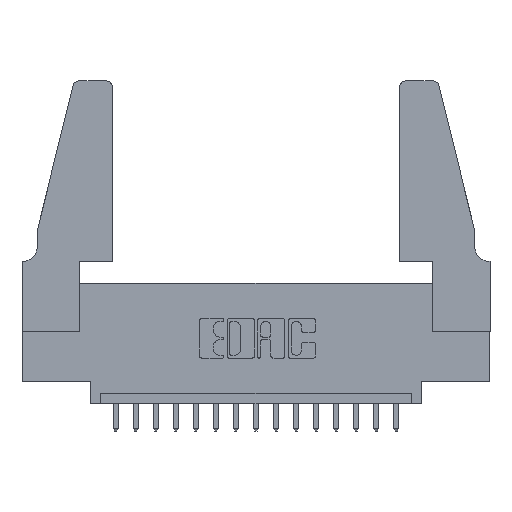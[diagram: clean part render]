
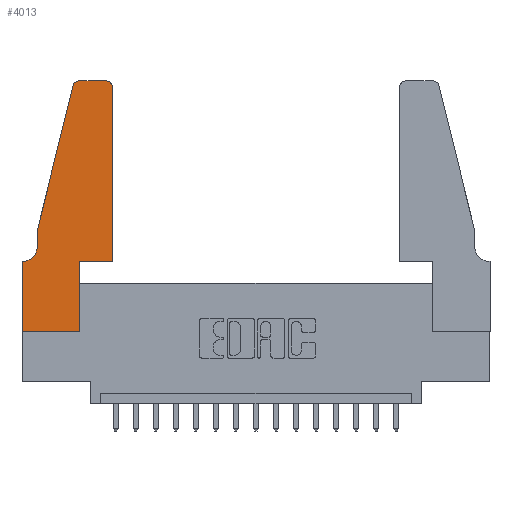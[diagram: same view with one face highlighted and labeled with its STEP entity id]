
A CAD part, top view. The second image highlights one B-rep face of the part: STEP entity #4013.
In plain terms, the highlighted planar face has unit normal (0, 0, 1).
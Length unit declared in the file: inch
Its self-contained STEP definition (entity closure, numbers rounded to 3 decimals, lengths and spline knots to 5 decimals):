
#482 = CARTESIAN_POINT ( 'NONE',  ( 0., 0., 0.37 ) ) ;
#674 = AXIS2_PLACEMENT_3D ( 'NONE', #8860, #11492, #16828 ) ;
#679 = VERTEX_POINT ( 'NONE', #1126 ) ;
#705 = CARTESIAN_POINT ( 'NONE',  ( 0.0755, 0.35, 0.37 ) ) ;
#876 = EDGE_LOOP ( 'NONE', ( #17141, #9933, #9074, #15100, #11558, #1382, #14779, #1562, #5740, #7840, #3810, #7790 ) ) ;
#903 = DIRECTION ( 'NONE',  ( 1., 0., 0. ) ) ;
#1111 = EDGE_CURVE ( 'NONE', #6300, #5960, #5447, .T. ) ;
#1126 = CARTESIAN_POINT ( 'NONE',  ( 0.0755, 0.5, 0.37 ) ) ;
#1144 = CARTESIAN_POINT ( 'NONE',  ( 0.4505, 1.22, 0.37 ) ) ;
#1236 = AXIS2_PLACEMENT_3D ( 'NONE', #5306, #12164, #9504 ) ;
#1378 = EDGE_CURVE ( 'NONE', #7524, #679, #10000, .T. ) ;
#1382 = ORIENTED_EDGE ( 'NONE', *, *, #1111, .T. ) ;
#1477 = CARTESIAN_POINT ( 'NONE',  ( 0.4205, 1.25, 0.37 ) ) ;
#1562 = ORIENTED_EDGE ( 'NONE', *, *, #3187, .T. ) ;
#2073 = FACE_OUTER_BOUND ( 'NONE', #876, .T. ) ;
#2162 = AXIS2_PLACEMENT_3D ( 'NONE', #4472, #9671, #7059 ) ;
#2584 = VERTEX_POINT ( 'NONE', #1477 ) ;
#2612 = CIRCLE ( 'NONE', #674, 0.07 ) ;
#2623 = EDGE_CURVE ( 'NONE', #8329, #11912, #8831, .T. ) ;
#3187 = EDGE_CURVE ( 'NONE', #14487, #11312, #6344, .T. ) ;
#3504 = EDGE_CURVE ( 'NONE', #2584, #15626, #9943, .T. ) ;
#3560 = EDGE_CURVE ( 'NONE', #5960, #14487, #8643, .T. ) ;
#3656 = DIRECTION ( 'NONE',  ( 0., -1., 0. ) ) ;
#3695 = EDGE_CURVE ( 'NONE', #679, #15805, #10864, .T. ) ;
#3810 = ORIENTED_EDGE ( 'NONE', *, *, #13462, .T. ) ;
#3959 = EDGE_CURVE ( 'NONE', #7572, #2584, #12700, .T. ) ;
#4013 = ADVANCED_FACE ( 'NONE', ( #2073 ), #10812, .T. ) ;
#4237 = CARTESIAN_POINT ( 'NONE',  ( 0., 0.35, 0.37 ) ) ;
#4287 = EDGE_CURVE ( 'NONE', #15805, #6300, #2612, .T. ) ;
#4472 = CARTESIAN_POINT ( 'NONE',  ( 0., 0.35, 0.37 ) ) ;
#5021 = EDGE_CURVE ( 'NONE', #15626, #7524, #6556, .T. ) ;
#5117 = CARTESIAN_POINT ( 'NONE',  ( 0., 0., 0.37 ) ) ;
#5268 = CARTESIAN_POINT ( 'NONE',  ( 0.4505, 0.35, 0.37 ) ) ;
#5276 = CARTESIAN_POINT ( 'NONE',  ( 0.2865, 0.35, 0.37 ) ) ;
#5278 = VECTOR ( 'NONE', #9897, 39.37008 ) ;
#5306 = CARTESIAN_POINT ( 'NONE',  ( 0.4205, 1.22, 0.37 ) ) ;
#5333 = DIRECTION ( 'NONE',  ( 0., 1., 0. ) ) ;
#5447 = LINE ( 'NONE', #705, #12722 ) ;
#5692 = CARTESIAN_POINT ( 'NONE',  ( 0.4505, 0.35, 0.37 ) ) ;
#5740 = ORIENTED_EDGE ( 'NONE', *, *, #13838, .T. ) ;
#5960 = VERTEX_POINT ( 'NONE', #4237 ) ;
#6286 = LINE ( 'NONE', #13932, #9836 ) ;
#6300 = VERTEX_POINT ( 'NONE', #11928 ) ;
#6344 = LINE ( 'NONE', #14670, #13626 ) ;
#6556 = CIRCLE ( 'NONE', #15193, 0.03 ) ;
#7059 = DIRECTION ( 'NONE',  ( 1., 0., 0. ) ) ;
#7109 = LINE ( 'NONE', #5268, #9218 ) ;
#7524 = VERTEX_POINT ( 'NONE', #9179 ) ;
#7572 = VERTEX_POINT ( 'NONE', #1144 ) ;
#7649 = DIRECTION ( 'NONE',  ( -1., 0., 0. ) ) ;
#7790 = ORIENTED_EDGE ( 'NONE', *, *, #3959, .T. ) ;
#7840 = ORIENTED_EDGE ( 'NONE', *, *, #2623, .T. ) ;
#8138 = DIRECTION ( 'NONE',  ( 1., 0., 0. ) ) ;
#8329 = VERTEX_POINT ( 'NONE', #5276 ) ;
#8594 = DIRECTION ( 'NONE',  ( 0., 1., 0. ) ) ;
#8643 = LINE ( 'NONE', #5117, #16067 ) ;
#8679 = CARTESIAN_POINT ( 'NONE',  ( 0.2865, 0., 0.37 ) ) ;
#8831 = LINE ( 'NONE', #5692, #5278 ) ;
#8860 = CARTESIAN_POINT ( 'NONE',  ( 0.0055, 0.42, 0.37 ) ) ;
#8881 = CARTESIAN_POINT ( 'NONE',  ( 0.284, 1.22, 0.37 ) ) ;
#9074 = ORIENTED_EDGE ( 'NONE', *, *, #1378, .T. ) ;
#9087 = CARTESIAN_POINT ( 'NONE',  ( 0.4505, 0.35, 0.37 ) ) ;
#9179 = CARTESIAN_POINT ( 'NONE',  ( 0.25487, 1.22718, 0.37 ) ) ;
#9218 = VECTOR ( 'NONE', #5333, 39.37008 ) ;
#9314 = CARTESIAN_POINT ( 'NONE',  ( 0.0755, 0.5, 0.37 ) ) ;
#9504 = DIRECTION ( 'NONE',  ( 1., 0., 0. ) ) ;
#9671 = DIRECTION ( 'NONE',  ( 0., 0., 1. ) ) ;
#9836 = VECTOR ( 'NONE', #8594, 39.37008 ) ;
#9897 = DIRECTION ( 'NONE',  ( 1., 0., 0. ) ) ;
#9933 = ORIENTED_EDGE ( 'NONE', *, *, #5021, .T. ) ;
#9943 = LINE ( 'NONE', #14030, #16550 ) ;
#10000 = LINE ( 'NONE', #13170, #12899 ) ;
#10284 = CARTESIAN_POINT ( 'NONE',  ( 0.0755, 0.42, 0.37 ) ) ;
#10812 = PLANE ( 'NONE',  #2162 ) ;
#10864 = LINE ( 'NONE', #9314, #13368 ) ;
#11312 = VERTEX_POINT ( 'NONE', #8679 ) ;
#11492 = DIRECTION ( 'NONE',  ( 0., 0., -1. ) ) ;
#11558 = ORIENTED_EDGE ( 'NONE', *, *, #4287, .T. ) ;
#11912 = VERTEX_POINT ( 'NONE', #9087 ) ;
#11928 = CARTESIAN_POINT ( 'NONE',  ( 0.0055, 0.35, 0.37 ) ) ;
#12164 = DIRECTION ( 'NONE',  ( 0., 0., 1. ) ) ;
#12700 = CIRCLE ( 'NONE', #1236, 0.03 ) ;
#12722 = VECTOR ( 'NONE', #15097, 39.37008 ) ;
#12899 = VECTOR ( 'NONE', #14505, 39.37008 ) ;
#13170 = CARTESIAN_POINT ( 'NONE',  ( 0.0755, 0.5, 0.37 ) ) ;
#13295 = DIRECTION ( 'NONE',  ( 0., -1., 0. ) ) ;
#13368 = VECTOR ( 'NONE', #13295, 39.37008 ) ;
#13462 = EDGE_CURVE ( 'NONE', #11912, #7572, #7109, .T. ) ;
#13626 = VECTOR ( 'NONE', #8138, 39.37008 ) ;
#13838 = EDGE_CURVE ( 'NONE', #11312, #8329, #6286, .T. ) ;
#13932 = CARTESIAN_POINT ( 'NONE',  ( 0.2865, 0.35, 0.37 ) ) ;
#14013 = CARTESIAN_POINT ( 'NONE',  ( 0.284, 1.25, 0.37 ) ) ;
#14030 = CARTESIAN_POINT ( 'NONE',  ( 0.2605, 1.25, 0.37 ) ) ;
#14487 = VERTEX_POINT ( 'NONE', #482 ) ;
#14505 = DIRECTION ( 'NONE',  ( -0.239, -0.971, 0. ) ) ;
#14670 = CARTESIAN_POINT ( 'NONE',  ( 0., 0., 0.37 ) ) ;
#14779 = ORIENTED_EDGE ( 'NONE', *, *, #3560, .T. ) ;
#15097 = DIRECTION ( 'NONE',  ( -1., 0., 0. ) ) ;
#15100 = ORIENTED_EDGE ( 'NONE', *, *, #3695, .T. ) ;
#15193 = AXIS2_PLACEMENT_3D ( 'NONE', #8881, #15508, #903 ) ;
#15508 = DIRECTION ( 'NONE',  ( 0., 0., 1. ) ) ;
#15626 = VERTEX_POINT ( 'NONE', #14013 ) ;
#15805 = VERTEX_POINT ( 'NONE', #10284 ) ;
#16067 = VECTOR ( 'NONE', #3656, 39.37008 ) ;
#16550 = VECTOR ( 'NONE', #7649, 39.37008 ) ;
#16828 = DIRECTION ( 'NONE',  ( -1., 0., 0. ) ) ;
#17141 = ORIENTED_EDGE ( 'NONE', *, *, #3504, .T. ) ;
